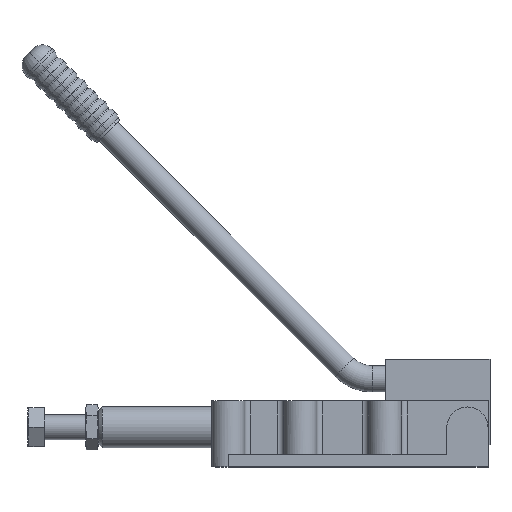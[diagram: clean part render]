
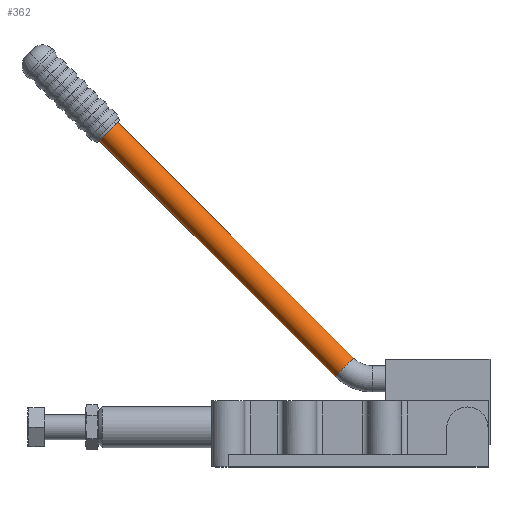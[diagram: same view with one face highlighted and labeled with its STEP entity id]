
A CAD part, top view. The second image highlights one B-rep face of the part: STEP entity #362.
In plain terms, the highlighted cylindrical face has radius 6.35 mm (diameter 12.7 mm), a partial arc.
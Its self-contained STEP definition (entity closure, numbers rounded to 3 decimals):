
#362 = ADVANCED_FACE( '', ( #726 ), #727, .T. );
#726 = FACE_OUTER_BOUND( '', #1274, .T. );
#727 = CYLINDRICAL_SURFACE( '', #1275, 6.35 );
#1274 = EDGE_LOOP( '', ( #2388, #2389, #2390, #2391 ) );
#1275 = AXIS2_PLACEMENT_3D( '', #2392, #2393, #2394 );
#2388 = ORIENTED_EDGE( '', *, *, #3904, .T. );
#2389 = ORIENTED_EDGE( '', *, *, #3933, .F. );
#2390 = ORIENTED_EDGE( '', *, *, #3907, .T. );
#2391 = ORIENTED_EDGE( '', *, *, #3882, .F. );
#2392 = CARTESIAN_POINT( '', ( 7.089, 86.52, 0. ) );
#2393 = DIRECTION( '', ( 0.707, -0.707, 0. ) );
#2394 = DIRECTION( '', ( 0.707, 0.707, 0. ) );
#3882 = EDGE_CURVE( '', #4707, #4703, #4709, .T. );
#3904 = EDGE_CURVE( '', #4707, #4747, #4748, .T. );
#3907 = EDGE_CURVE( '', #4752, #4703, #4753, .T. );
#3933 = EDGE_CURVE( '', #4752, #4747, #4795, .T. );
#4703 = VERTEX_POINT( '', #5887 );
#4707 = VERTEX_POINT( '', #5891 );
#4709 = CIRCLE( '', #5893, 6.35 );
#4747 = VERTEX_POINT( '', #5941 );
#4748 = LINE( '', #5942, #5943 );
#4752 = VERTEX_POINT( '', #5947 );
#4753 = LINE( '', #5948, #5949 );
#4795 = CIRCLE( '', #5999, 6.35 );
#5887 = CARTESIAN_POINT( '', ( 59.839, 24.789, 0. ) );
#5891 = CARTESIAN_POINT( '', ( 68.82, 33.77, 0. ) );
#5893 = AXIS2_PLACEMENT_3D( '', #7654, #7655, #7656 );
#5941 = CARTESIAN_POINT( '', ( -45.661, 148.25, 0. ) );
#5942 = CARTESIAN_POINT( '', ( 11.579, 91.01, 0. ) );
#5943 = VECTOR( '', #7700, 1. );
#5947 = CARTESIAN_POINT( '', ( -54.641, 139.27, 0. ) );
#5948 = CARTESIAN_POINT( '', ( 2.599, 82.03, 0. ) );
#5949 = VECTOR( '', #7707, 1. );
#5999 = AXIS2_PLACEMENT_3D( '', #7767, #7768, #7769 );
#7654 = CARTESIAN_POINT( '', ( 64.33, 29.28, 0. ) );
#7655 = DIRECTION( '', ( 0.707, -0.707, 0. ) );
#7656 = DIRECTION( '', ( 0., 0., -1. ) );
#7700 = DIRECTION( '', ( -0.707, 0.707, 0. ) );
#7707 = DIRECTION( '', ( 0.707, -0.707, 0. ) );
#7767 = CARTESIAN_POINT( '', ( -50.151, 143.76, 0. ) );
#7768 = DIRECTION( '', ( -0.707, 0.707, 0. ) );
#7769 = DIRECTION( '', ( 0.707, 0.707, 0. ) );
